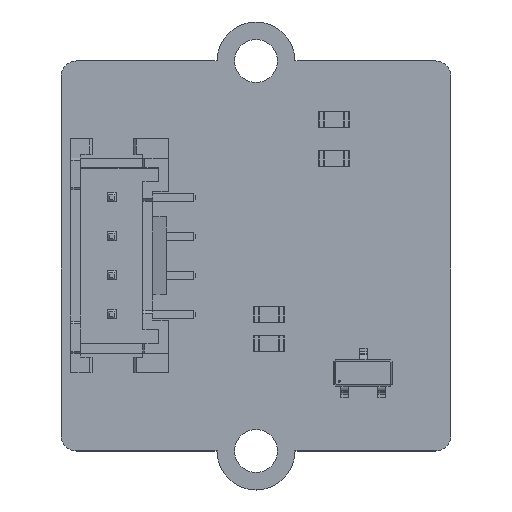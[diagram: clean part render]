
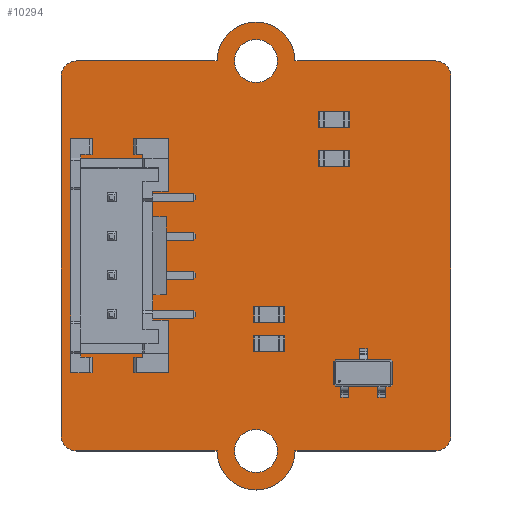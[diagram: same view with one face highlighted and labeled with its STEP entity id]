
A CAD part, top view. The second image highlights one B-rep face of the part: STEP entity #10294.
In plain terms, the highlighted planar face has unit normal (0, 0, 1).
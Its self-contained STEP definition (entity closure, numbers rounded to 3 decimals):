
#10089 = VERTEX_POINT('',#10090);
#10090 = CARTESIAN_POINT('',(8.,0.,1.51));
#10096 = EDGE_CURVE('',#10089,#10097,#10099,.T.);
#10097 = VERTEX_POINT('',#10098);
#10098 = CARTESIAN_POINT('',(12.,0.,1.51));
#10099 = CIRCLE('',#10100,2.);
#10100 = AXIS2_PLACEMENT_3D('',#10101,#10102,#10103);
#10101 = CARTESIAN_POINT('',(10.,0.,1.51));
#10102 = DIRECTION('',(0.,0.,-1.));
#10103 = DIRECTION('',(-1.,0.,-0.));
#10131 = VERTEX_POINT('',#10132);
#10132 = CARTESIAN_POINT('',(0.8,0.,1.51));
#10138 = EDGE_CURVE('',#10131,#10089,#10139,.T.);
#10139 = LINE('',#10140,#10141);
#10140 = CARTESIAN_POINT('',(0.8,0.,1.51));
#10141 = VECTOR('',#10142,1.);
#10142 = DIRECTION('',(1.,0.,0.));
#10160 = EDGE_CURVE('',#10097,#10161,#10163,.T.);
#10161 = VERTEX_POINT('',#10162);
#10162 = CARTESIAN_POINT('',(19.2,0.,1.51));
#10163 = LINE('',#10164,#10165);
#10164 = CARTESIAN_POINT('',(12.,0.,1.51));
#10165 = VECTOR('',#10166,1.);
#10166 = DIRECTION('',(1.,0.,0.));
#10294 = ADVANCED_FACE('',(#10295,#10375,#10386),#10397,.T.);
#10295 = FACE_BOUND('',#10296,.T.);
#10296 = EDGE_LOOP('',(#10297,#10298,#10299,#10308,#10316,#10325,#10333,
    #10342,#10350,#10359,#10367,#10374));
#10297 = ORIENTED_EDGE('',*,*,#10096,.F.);
#10298 = ORIENTED_EDGE('',*,*,#10138,.F.);
#10299 = ORIENTED_EDGE('',*,*,#10300,.F.);
#10300 = EDGE_CURVE('',#10301,#10131,#10303,.T.);
#10301 = VERTEX_POINT('',#10302);
#10302 = CARTESIAN_POINT('',(0.,-0.8,1.51));
#10303 = CIRCLE('',#10304,0.8);
#10304 = AXIS2_PLACEMENT_3D('',#10305,#10306,#10307);
#10305 = CARTESIAN_POINT('',(0.8,-0.8,1.51));
#10306 = DIRECTION('',(0.,0.,-1.));
#10307 = DIRECTION('',(-1.,0.,0.));
#10308 = ORIENTED_EDGE('',*,*,#10309,.F.);
#10309 = EDGE_CURVE('',#10310,#10301,#10312,.T.);
#10310 = VERTEX_POINT('',#10311);
#10311 = CARTESIAN_POINT('',(0.,-19.2,1.51));
#10312 = LINE('',#10313,#10314);
#10313 = CARTESIAN_POINT('',(0.,-19.2,1.51));
#10314 = VECTOR('',#10315,1.);
#10315 = DIRECTION('',(0.,1.,0.));
#10316 = ORIENTED_EDGE('',*,*,#10317,.F.);
#10317 = EDGE_CURVE('',#10318,#10310,#10320,.T.);
#10318 = VERTEX_POINT('',#10319);
#10319 = CARTESIAN_POINT('',(0.8,-20.,1.51));
#10320 = CIRCLE('',#10321,0.8);
#10321 = AXIS2_PLACEMENT_3D('',#10322,#10323,#10324);
#10322 = CARTESIAN_POINT('',(0.8,-19.2,1.51));
#10323 = DIRECTION('',(0.,0.,-1.));
#10324 = DIRECTION('',(0.,-1.,-0.));
#10325 = ORIENTED_EDGE('',*,*,#10326,.F.);
#10326 = EDGE_CURVE('',#10327,#10318,#10329,.T.);
#10327 = VERTEX_POINT('',#10328);
#10328 = CARTESIAN_POINT('',(8.,-20.,1.51));
#10329 = LINE('',#10330,#10331);
#10330 = CARTESIAN_POINT('',(8.,-20.,1.51));
#10331 = VECTOR('',#10332,1.);
#10332 = DIRECTION('',(-1.,0.,0.));
#10333 = ORIENTED_EDGE('',*,*,#10334,.F.);
#10334 = EDGE_CURVE('',#10335,#10327,#10337,.T.);
#10335 = VERTEX_POINT('',#10336);
#10336 = CARTESIAN_POINT('',(12.,-20.,1.51));
#10337 = CIRCLE('',#10338,2.);
#10338 = AXIS2_PLACEMENT_3D('',#10339,#10340,#10341);
#10339 = CARTESIAN_POINT('',(10.,-20.,1.51));
#10340 = DIRECTION('',(0.,0.,-1.));
#10341 = DIRECTION('',(1.,0.,0.));
#10342 = ORIENTED_EDGE('',*,*,#10343,.F.);
#10343 = EDGE_CURVE('',#10344,#10335,#10346,.T.);
#10344 = VERTEX_POINT('',#10345);
#10345 = CARTESIAN_POINT('',(19.2,-20.,1.51));
#10346 = LINE('',#10347,#10348);
#10347 = CARTESIAN_POINT('',(19.2,-20.,1.51));
#10348 = VECTOR('',#10349,1.);
#10349 = DIRECTION('',(-1.,0.,0.));
#10350 = ORIENTED_EDGE('',*,*,#10351,.F.);
#10351 = EDGE_CURVE('',#10352,#10344,#10354,.T.);
#10352 = VERTEX_POINT('',#10353);
#10353 = CARTESIAN_POINT('',(20.,-19.2,1.51));
#10354 = CIRCLE('',#10355,0.8);
#10355 = AXIS2_PLACEMENT_3D('',#10356,#10357,#10358);
#10356 = CARTESIAN_POINT('',(19.2,-19.2,1.51));
#10357 = DIRECTION('',(0.,0.,-1.));
#10358 = DIRECTION('',(1.,0.,0.));
#10359 = ORIENTED_EDGE('',*,*,#10360,.F.);
#10360 = EDGE_CURVE('',#10361,#10352,#10363,.T.);
#10361 = VERTEX_POINT('',#10362);
#10362 = CARTESIAN_POINT('',(20.,-0.8,1.51));
#10363 = LINE('',#10364,#10365);
#10364 = CARTESIAN_POINT('',(20.,-0.8,1.51));
#10365 = VECTOR('',#10366,1.);
#10366 = DIRECTION('',(0.,-1.,0.));
#10367 = ORIENTED_EDGE('',*,*,#10368,.F.);
#10368 = EDGE_CURVE('',#10161,#10361,#10369,.T.);
#10369 = CIRCLE('',#10370,0.8);
#10370 = AXIS2_PLACEMENT_3D('',#10371,#10372,#10373);
#10371 = CARTESIAN_POINT('',(19.2,-0.8,1.51));
#10372 = DIRECTION('',(0.,0.,-1.));
#10373 = DIRECTION('',(0.,1.,0.));
#10374 = ORIENTED_EDGE('',*,*,#10160,.F.);
#10375 = FACE_BOUND('',#10376,.T.);
#10376 = EDGE_LOOP('',(#10377));
#10377 = ORIENTED_EDGE('',*,*,#10378,.T.);
#10378 = EDGE_CURVE('',#10379,#10379,#10381,.T.);
#10379 = VERTEX_POINT('',#10380);
#10380 = CARTESIAN_POINT('',(10.,-21.1,1.51));
#10381 = CIRCLE('',#10382,1.1);
#10382 = AXIS2_PLACEMENT_3D('',#10383,#10384,#10385);
#10383 = CARTESIAN_POINT('',(10.,-20.,1.51));
#10384 = DIRECTION('',(-0.,0.,-1.));
#10385 = DIRECTION('',(-0.,-1.,0.));
#10386 = FACE_BOUND('',#10387,.T.);
#10387 = EDGE_LOOP('',(#10388));
#10388 = ORIENTED_EDGE('',*,*,#10389,.T.);
#10389 = EDGE_CURVE('',#10390,#10390,#10392,.T.);
#10390 = VERTEX_POINT('',#10391);
#10391 = CARTESIAN_POINT('',(10.,-1.1,1.51));
#10392 = CIRCLE('',#10393,1.1);
#10393 = AXIS2_PLACEMENT_3D('',#10394,#10395,#10396);
#10394 = CARTESIAN_POINT('',(10.,0.,1.51));
#10395 = DIRECTION('',(-0.,0.,-1.));
#10396 = DIRECTION('',(-0.,-1.,0.));
#10397 = PLANE('',#10398);
#10398 = AXIS2_PLACEMENT_3D('',#10399,#10400,#10401);
#10399 = CARTESIAN_POINT('',(0.,0.,1.51));
#10400 = DIRECTION('',(0.,0.,1.));
#10401 = DIRECTION('',(1.,0.,-0.));
